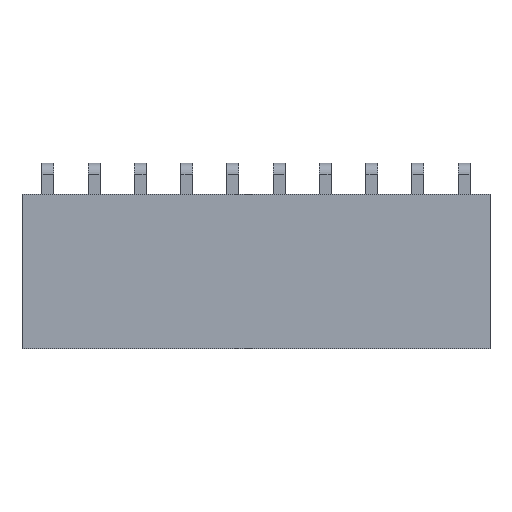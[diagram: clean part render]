
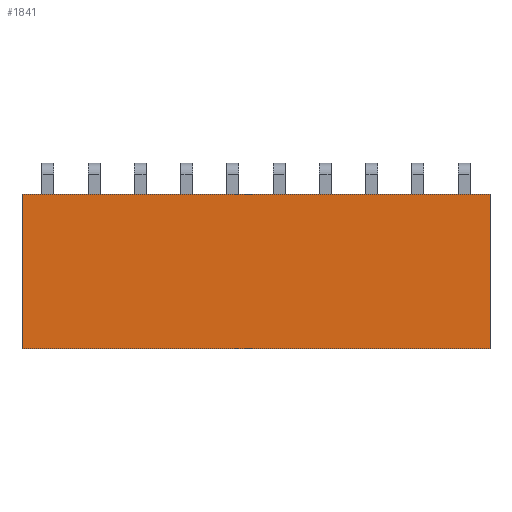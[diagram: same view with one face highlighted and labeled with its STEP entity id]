
A CAD part, top view. The second image highlights one B-rep face of the part: STEP entity #1841.
In plain terms, the highlighted planar face has unit normal (0, 0, 1).
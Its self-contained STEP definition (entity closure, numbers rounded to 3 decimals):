
#1841=ADVANCED_FACE('',(#6167),#6169,.T.);
#6167=FACE_BOUND('',#6168,.T.);
#6168=EDGE_LOOP('',(#9614,#9615,#9616,#9617));
#6169=PLANE('',#6170);
#6170=AXIS2_PLACEMENT_3D('',#6171,#6172,#6173);
#6171=CARTESIAN_POINT('',(24.28,-10.,2.5));
#6172=DIRECTION('',(0.,-0.,1.));
#6173=DIRECTION('',(0.,1.,0.));
#9614=ORIENTED_EDGE('',*,*,#11975,.T.);
#9615=ORIENTED_EDGE('',*,*,#12007,.T.);
#9616=ORIENTED_EDGE('',*,*,#12005,.F.);
#9617=ORIENTED_EDGE('',*,*,#12033,.F.);
#11975=EDGE_CURVE('',#13804,#13802,#13805,.T.);
#12005=EDGE_CURVE('',#13854,#13856,#13857,.T.);
#12007=EDGE_CURVE('',#13802,#13856,#13859,.T.);
#12033=EDGE_CURVE('',#13804,#13854,#13887,.T.);
#13802=VERTEX_POINT('',#17278);
#13804=VERTEX_POINT('',#17282);
#13805=LINE('',#17283,#17284);
#13854=VERTEX_POINT('',#17390);
#13856=VERTEX_POINT('',#17394);
#13857=LINE('',#17395,#17396);
#13859=LINE('',#17401,#17402);
#13887=LINE('',#17481,#17482);
#17278=CARTESIAN_POINT('',(24.28,-1.5,2.5));
#17282=CARTESIAN_POINT('',(24.28,-10.,2.5));
#17283=CARTESIAN_POINT('',(24.28,-10.,2.5));
#17284=VECTOR('',#17285,1.);
#17285=DIRECTION('',(0.,1.,0.));
#17390=CARTESIAN_POINT('',(-1.42,-10.,2.5));
#17394=CARTESIAN_POINT('',(-1.42,-1.5,2.5));
#17395=CARTESIAN_POINT('',(-1.42,-10.,2.5));
#17396=VECTOR('',#17397,1.);
#17397=DIRECTION('',(0.,1.,0.));
#17401=CARTESIAN_POINT('',(24.28,-1.5,2.5));
#17402=VECTOR('',#17403,1.);
#17403=DIRECTION('',(-1.,0.,0.));
#17481=CARTESIAN_POINT('',(24.28,-10.,2.5));
#17482=VECTOR('',#17483,1.);
#17483=DIRECTION('',(-1.,0.,0.));
